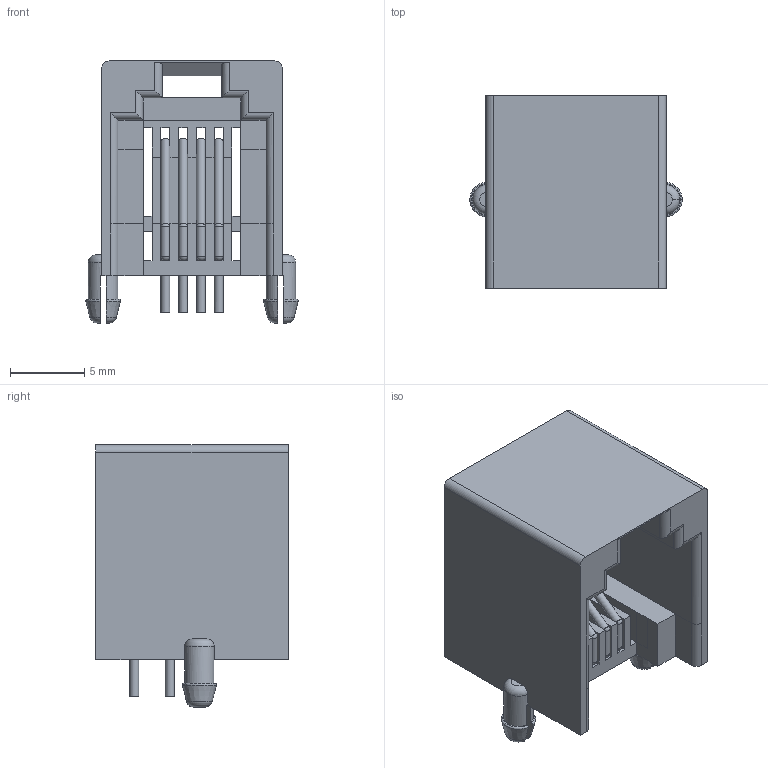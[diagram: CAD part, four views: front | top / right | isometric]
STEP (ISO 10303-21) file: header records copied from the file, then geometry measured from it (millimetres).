
FILE_DESCRIPTION(('FreeCAD Model'),'2;1');
FILE_NAME('RJ11.step', '2016-05-20T16:21:19',('Author'),(''), 'Open CASCADE STEP processor 6.8','FreeCAD','Unknown');
FILE_SCHEMA(('AUTOMOTIVE_DESIGN_CC2 { 1 2 10303 214 -1 1 5 4 }'));
Length unit declared in the file: millimetre
Products named in the file (5): Fusion005; Fusion008; Fusion009; Fusion007; Fusion006
Bounding box: 14.34 x 13 x 17.7 mm (x, y, z)
Volume: 963.9 mm3; surface area: 2096.6 mm2
Topology: 5 solids, 5 shells, 212 faces, 602 edges, 373 vertices
Faces by surface type: plane 143, cylinder 36, sphere 12, torus 9, cone 6, revolution 6
Full cylindrical faces by diameter (mm): 0.6 x16
Entity records: 20656 total; most frequent: CARTESIAN_POINT 9364, DIRECTION 1876, ORIENTED_EDGE 1188, PCURVE 1188, DEFINITIONAL_REPRESENTATION 1188, LINE 1142, VECTOR 1142, EDGE_CURVE 594
